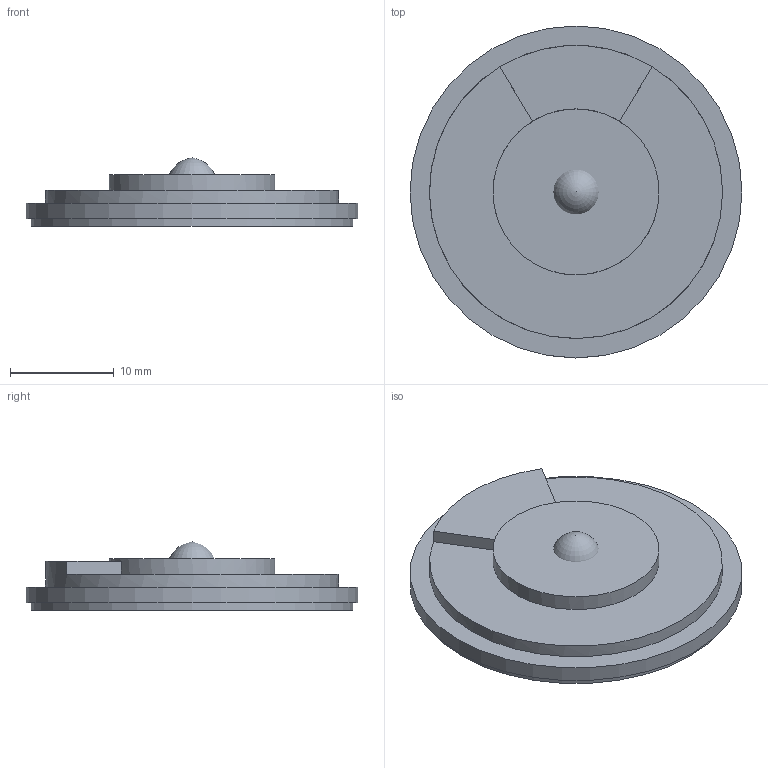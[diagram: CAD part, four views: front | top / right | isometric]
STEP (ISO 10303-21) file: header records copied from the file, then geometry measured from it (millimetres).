
FILE_DESCRIPTION(/* description */ ('Alibre Inc.'),/* implementation_level */ '2;1');
FILE_NAME(/* name */ 'export0',/* time_stamp */ '2018-08-21T06:22:33-05:00',/* author */ (''),/* organization */ (''),/* preprocessor_version */ 'ST-DEVELOPER v17',/* originating_system */ 'Alibre',/* authorisation */ '');
FILE_SCHEMA (('CONFIG_CONTROL_DESIGN'));
Length unit declared in the file: centimetre
Products named in the file (1): ID_1
Bounding box: 32 x 32 x 6.58 mm (x, y, z)
Volume: 574.9 mm3; surface area: 4046 mm2
Topology: 1 solids, 2 shells, 40 faces, 71 edges, 46 vertices
Faces by surface type: plane 19, cylinder 9, cone 8, torus 4
Full cylindrical faces by diameter (mm): 15.6 x1, 16 x1, 27.85 x1, 28.25 x1, 29 x2, 31 x1, 31.6 x1, 32 x1
Entity records: 885 total; most frequent: DIRECTION 136, CARTESIAN_POINT 125, ORIENTED_EDGE 90, AXIS2_PLACEMENT_3D 75, FACE_BOUND 73, EDGE_LOOP 72, EDGE_CURVE 45, VERTEX_POINT 42
